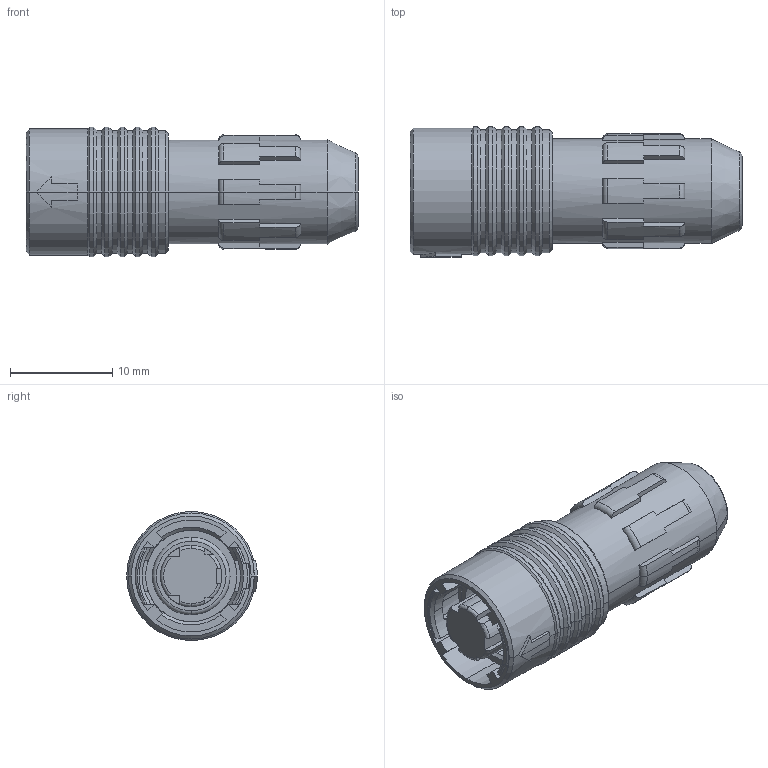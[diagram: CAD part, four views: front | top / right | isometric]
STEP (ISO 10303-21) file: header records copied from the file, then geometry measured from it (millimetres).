
FILE_DESCRIPTION(('CoCreate Modeling STEP Export'),'2;1');
FILE_NAME('HR30-6PA-6S.igs.stp','2010-03-19T16:14:31',(''),(''),'CoCreate Modeling STEP processor for AP214 (Solid Model)','CoCreate Modeling 16.00B 02-Dec-2008 (C) Parametric Technology GmbH','');
FILE_SCHEMA(('AUTOMOTIVE_DESIGN { 1 0 10303 214 1 1 1 1 }'));
Length unit declared in the file: millimetre
Products named in the file (1): HR30-6PA-6S
Bounding box: 32.4 x 12.75 x 12.6 mm (x, y, z)
Volume: 2830.7 mm3; surface area: 1987 mm2
Topology: 1 solids, 1 shells, 281 faces, 739 edges, 467 vertices
Faces by surface type: plane 121, cylinder 85, cone 38, torus 37
Entity records: 10569 total; most frequent: CARTESIAN_POINT 4311, ORIENTED_EDGE 1478, DIRECTION 1080, EDGE_CURVE 739, VERTEX_POINT 467, AXIS2_PLACEMENT_3D 360, VECTOR 360, LINE 360
